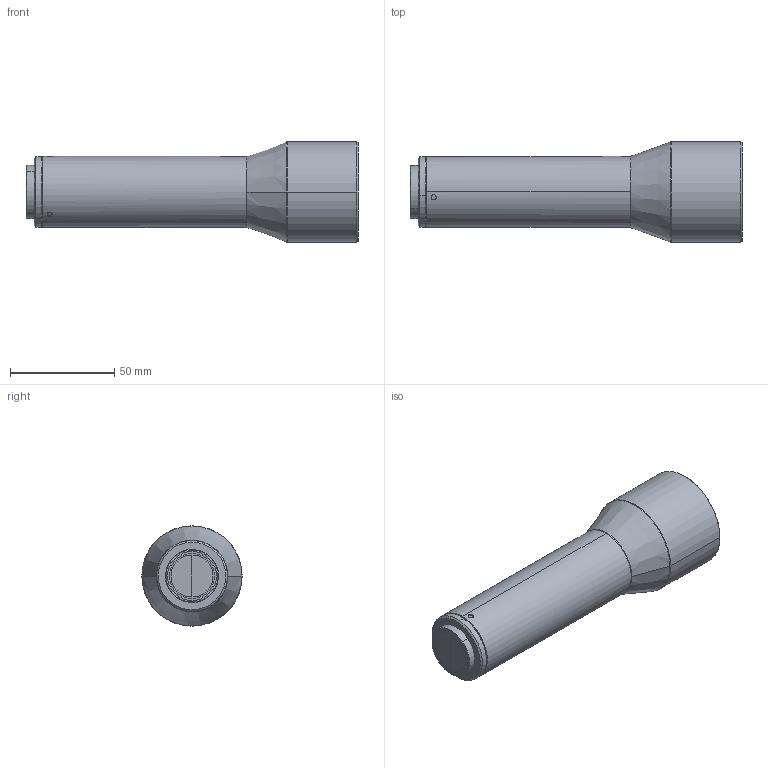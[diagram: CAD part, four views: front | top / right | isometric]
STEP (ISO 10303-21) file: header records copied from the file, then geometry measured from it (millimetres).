
FILE_DESCRIPTION (( 'STEP AP203' ), '1' );
FILE_NAME ('WWK08-180-111.STEP', '2022-05-25T02:56:08', ( '' ), ( '' ), 'SwSTEP 2.0', 'SolidWorks 2017', '' );
FILE_SCHEMA (( 'CONFIG_CONTROL_DESIGN' ));
Length unit declared in the file: millimetre
Products named in the file (1): WWK08-180-111
Bounding box: 158.91 x 48 x 48 mm (x, y, z)
Volume: 181053.1 mm3; surface area: 21755.6 mm2
Topology: 1 solids, 1 shells, 55 faces, 126 edges, 78 vertices
Faces by surface type: cone 29, cylinder 16, plane 6, bspline 4
Entity records: 1849 total; most frequent: CARTESIAN_POINT 540, DIRECTION 274, ORIENTED_EDGE 244, EDGE_CURVE 122, AXIS2_PLACEMENT_3D 116, VERTEX_POINT 78, CIRCLE 64, EDGE_LOOP 64
